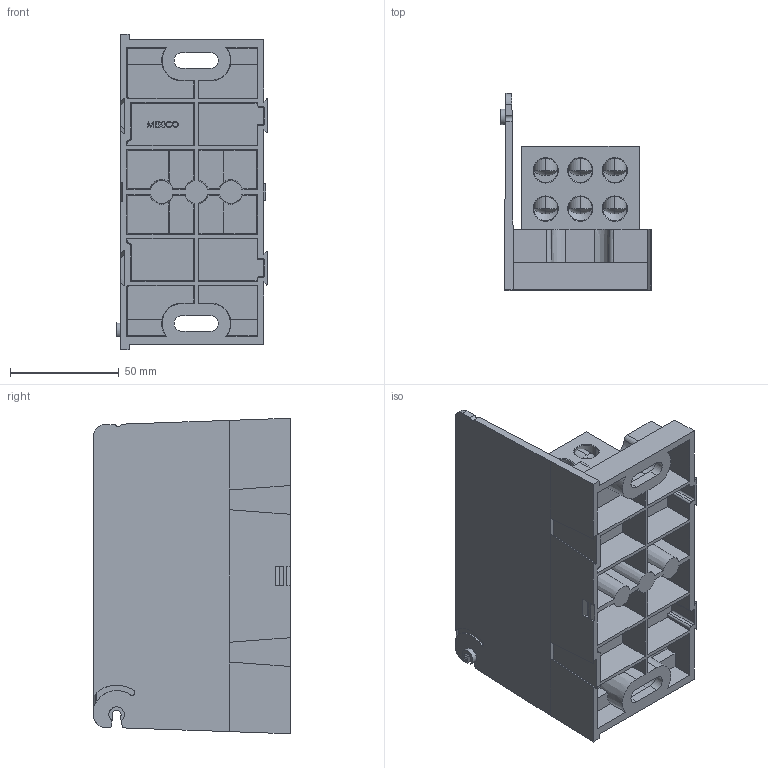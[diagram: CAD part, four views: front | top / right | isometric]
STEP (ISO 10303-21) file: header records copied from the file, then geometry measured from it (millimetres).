
FILE_DESCRIPTION (( 'STEP AP214' ), '1' );
FILE_NAME ('701942_adder_rev-.STEP', '2013-08-27T15:54:21', ( '' ), ( '' ), 'SwSTEP 2.0', 'SolidWorks 2013', '' );
FILE_SCHEMA (( 'AUTOMOTIVE_DESIGN' ));
Length unit declared in the file: inch
Products named in the file (1): 701942_adder_rev-
Bounding box: 69.22 x 90.17 x 144.78 mm (x, y, z)
Volume: 229227.4 mm3; surface area: 117562.9 mm2
Topology: 12 solids, 12 shells, 979 faces, 2410 edges, 1495 vertices
Faces by surface type: plane 350, cylinder 338, cone 242, torus 24, bspline 21, sphere 4
Entity records: 50687 total; most frequent: CARTESIAN_POINT 15871, ORIENTED_EDGE 4800, DIRECTION 4220, EDGE_CURVE 2400, VERTEX_POINT 1495, AXIS2_PLACEMENT_3D 1454, VECTOR 1312, LINE 1312
